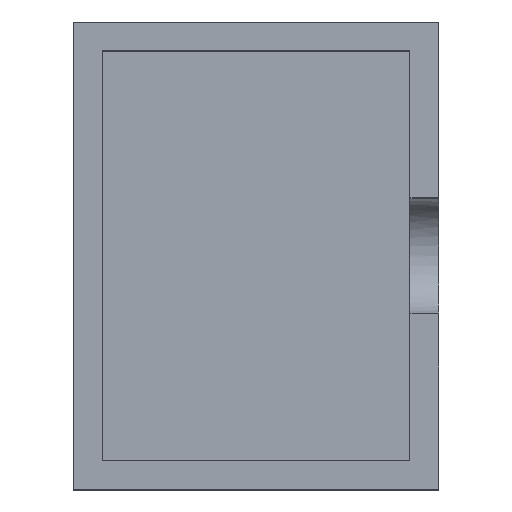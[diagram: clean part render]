
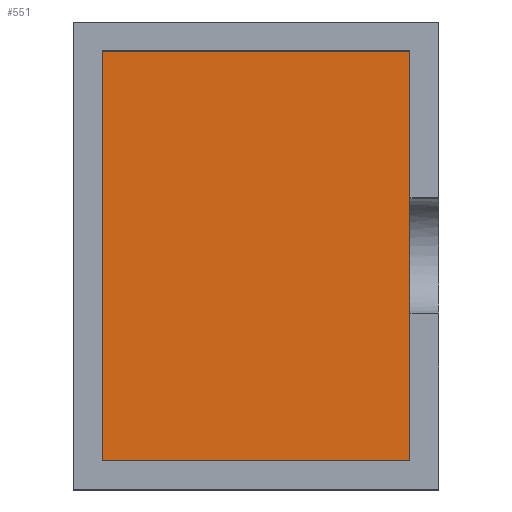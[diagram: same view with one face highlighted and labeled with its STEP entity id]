
A CAD part, top view. The second image highlights one B-rep face of the part: STEP entity #551.
In plain terms, the highlighted planar face has unit normal (0, 0, 1).
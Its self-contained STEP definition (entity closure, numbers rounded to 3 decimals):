
#326 = VERTEX_POINT('',#327);
#327 = CARTESIAN_POINT('',(8.05,-0.001,1.));
#334 = EDGE_CURVE('',#335,#326,#337,.T.);
#335 = VERTEX_POINT('',#336);
#336 = CARTESIAN_POINT('',(8.05,-4.932,1.));
#337 = LINE('',#338,#339);
#338 = CARTESIAN_POINT('',(8.05,2.504,1.));
#339 = VECTOR('',#340,1.);
#340 = DIRECTION('',(0.,1.,0.));
#360 = EDGE_CURVE('',#361,#335,#363,.T.);
#361 = VERTEX_POINT('',#362);
#362 = CARTESIAN_POINT('',(0.6,-4.932,1.));
#363 = LINE('',#364,#365);
#364 = CARTESIAN_POINT('',(6.188,-4.932,1.));
#365 = VECTOR('',#366,1.);
#366 = DIRECTION('',(1.,0.,0.));
#383 = EDGE_CURVE('',#384,#361,#386,.T.);
#384 = VERTEX_POINT('',#385);
#385 = CARTESIAN_POINT('',(0.6,4.983,1.));
#386 = LINE('',#387,#388);
#387 = CARTESIAN_POINT('',(0.6,-2.453,1.));
#388 = VECTOR('',#389,1.);
#389 = DIRECTION('',(0.,-1.,0.));
#407 = VERTEX_POINT('',#408);
#408 = CARTESIAN_POINT('',(8.05,4.983,1.));
#416 = EDGE_CURVE('',#384,#407,#417,.T.);
#417 = LINE('',#418,#419);
#418 = CARTESIAN_POINT('',(6.188,4.983,1.));
#419 = VECTOR('',#420,1.);
#420 = DIRECTION('',(1.,0.,0.));
#457 = EDGE_CURVE('',#458,#407,#460,.T.);
#458 = VERTEX_POINT('',#459);
#459 = CARTESIAN_POINT('',(8.05,0.053,1.));
#460 = LINE('',#461,#462);
#461 = CARTESIAN_POINT('',(8.05,2.504,1.));
#462 = VECTOR('',#463,1.);
#463 = DIRECTION('',(0.,1.,0.));
#551 = ADVANCED_FACE('',(#552),#565,.T.);
#552 = FACE_BOUND('',#553,.T.);
#553 = EDGE_LOOP('',(#554,#555,#561,#562,#563,#564));
#554 = ORIENTED_EDGE('',*,*,#334,.T.);
#555 = ORIENTED_EDGE('',*,*,#556,.T.);
#556 = EDGE_CURVE('',#326,#458,#557,.T.);
#557 = LINE('',#558,#559);
#558 = CARTESIAN_POINT('',(8.05,2.504,1.));
#559 = VECTOR('',#560,1.);
#560 = DIRECTION('',(0.,1.,0.));
#561 = ORIENTED_EDGE('',*,*,#457,.T.);
#562 = ORIENTED_EDGE('',*,*,#416,.F.);
#563 = ORIENTED_EDGE('',*,*,#383,.T.);
#564 = ORIENTED_EDGE('',*,*,#360,.T.);
#565 = PLANE('',#566);
#566 = AXIS2_PLACEMENT_3D('',#567,#568,#569);
#567 = CARTESIAN_POINT('',(4.325,0.026,1.));
#568 = DIRECTION('',(0.,0.,1.));
#569 = DIRECTION('',(1.,0.,0.));
